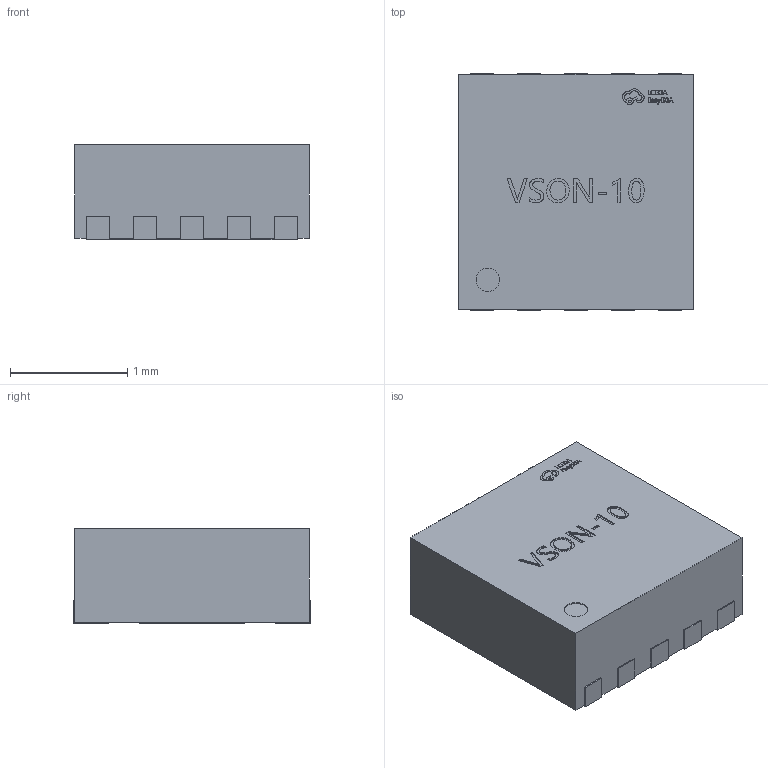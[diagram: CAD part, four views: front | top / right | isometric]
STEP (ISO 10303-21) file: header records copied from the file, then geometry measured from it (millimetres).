
FILE_DESCRIPTION (( 'STEP AP214' ), '1' );
FILE_NAME ('WSON-10_L2.0-W2.0-H0.8-P0.40.step', '2022-07-26T09:34:23', ( '' ), ( '' ), 'SwSTEP 2.0', 'SolidWorks 2020', '' );
FILE_SCHEMA (( 'AUTOMOTIVE_DESIGN' ));
Length unit declared in the file: millimetre
Products named in the file (1): WSON-10_L2.0-W2.0-H0.8-P0.40
Bounding box: 2 x 2.02 x 0.81 mm (x, y, z)
Volume: 3.2 mm3; surface area: 14.8 mm2
Topology: 14 solids, 14 shells, 441 faces, 1185 edges, 790 vertices
Faces by surface type: plane 291, bspline 148, cylinder 2
Entity records: 21777 total; most frequent: CARTESIAN_POINT 6709, ORIENTED_EDGE 2370, DIRECTION 1477, EDGE_CURVE 1185, VECTOR 881, LINE 881, VERTEX_POINT 790, EDGE_LOOP 471
